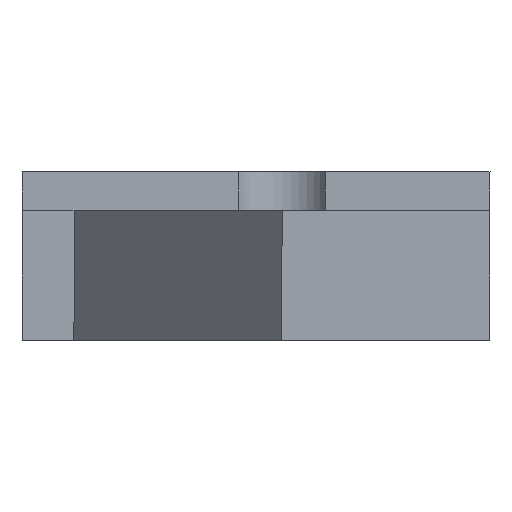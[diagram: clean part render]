
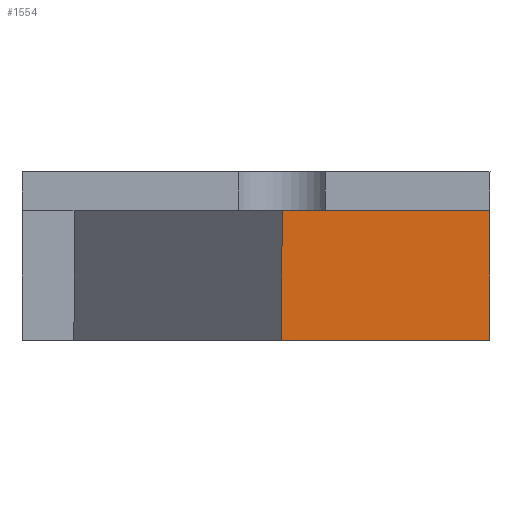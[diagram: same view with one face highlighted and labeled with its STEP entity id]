
A CAD part, left-side view. The second image highlights one B-rep face of the part: STEP entity #1554.
In plain terms, the highlighted planar face has unit normal (-1, 0, 0).
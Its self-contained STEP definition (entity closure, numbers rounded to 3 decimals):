
#89 = VERTEX_POINT ( 'NONE', #514 ) ;
#208 = LINE ( 'NONE', #1766, #217 ) ;
#217 = VECTOR ( 'NONE', #1767, 1000. ) ;
#229 = LINE ( 'NONE', #1763, #231 ) ;
#231 = VECTOR ( 'NONE', #1738, 1000. ) ;
#298 = FACE_OUTER_BOUND ( 'NONE', #1035, .T. ) ;
#413 = LINE ( 'NONE', #2055, #432 ) ;
#432 = VECTOR ( 'NONE', #2052, 1000. ) ;
#481 = LINE ( 'NONE', #1648, #493 ) ;
#493 = VECTOR ( 'NONE', #1671, 1000. ) ;
#514 = CARTESIAN_POINT ( 'NONE',  ( 0., -5.75, -12.25 ) ) ;
#847 = ORIENTED_EDGE ( 'NONE', *, *, #1416, .T. ) ;
#881 = ORIENTED_EDGE ( 'NONE', *, *, #1511, .F. ) ;
#883 = ORIENTED_EDGE ( 'NONE', *, *, #1506, .F. ) ;
#896 = ORIENTED_EDGE ( 'NONE', *, *, #1467, .F. ) ;
#1035 = EDGE_LOOP ( 'NONE', ( #881, #847, #896, #883 ) ) ;
#1313 = AXIS2_PLACEMENT_3D ( 'NONE', #1848, #1871, #1878 ) ;
#1416 = EDGE_CURVE ( 'NONE', #2081, #89, #413, .T. ) ;
#1467 = EDGE_CURVE ( 'NONE', #2104, #89, #481, .T. ) ;
#1506 = EDGE_CURVE ( 'NONE', #2089, #2104, #208, .T. ) ;
#1511 = EDGE_CURVE ( 'NONE', #2081, #2089, #229, .T. ) ;
#1554 = ADVANCED_FACE ( 'NONE', ( #298 ), #1844, .F. ) ;
#1648 = CARTESIAN_POINT ( 'NONE',  ( 0., -5.75, -7.25 ) ) ;
#1671 = DIRECTION ( 'NONE',  ( 0., 0., -1. ) ) ;
#1738 = DIRECTION ( 'NONE',  ( 0., 0., 1. ) ) ;
#1763 = CARTESIAN_POINT ( 'NONE',  ( 0., 2.25, -10.03 ) ) ;
#1766 = CARTESIAN_POINT ( 'NONE',  ( 0., -5.75, -7.25 ) ) ;
#1767 = DIRECTION ( 'NONE',  ( 0., -1., 0. ) ) ;
#1844 = PLANE ( 'NONE',  #1313 ) ;
#1848 = CARTESIAN_POINT ( 'NONE',  ( 0., -5.75, -7.25 ) ) ;
#1871 = DIRECTION ( 'NONE',  ( 1., 0., 0. ) ) ;
#1878 = DIRECTION ( 'NONE',  ( 0., 1., 0. ) ) ;
#1972 = CARTESIAN_POINT ( 'NONE',  ( 0., 2.25, -7.25 ) ) ;
#1991 = CARTESIAN_POINT ( 'NONE',  ( 0., 2.25, -12.25 ) ) ;
#2034 = CARTESIAN_POINT ( 'NONE',  ( 0., -5.75, -7.25 ) ) ;
#2052 = DIRECTION ( 'NONE',  ( 0., -1., 0. ) ) ;
#2055 = CARTESIAN_POINT ( 'NONE',  ( 0., -5.75, -12.25 ) ) ;
#2081 = VERTEX_POINT ( 'NONE', #1991 ) ;
#2089 = VERTEX_POINT ( 'NONE', #1972 ) ;
#2104 = VERTEX_POINT ( 'NONE', #2034 ) ;
